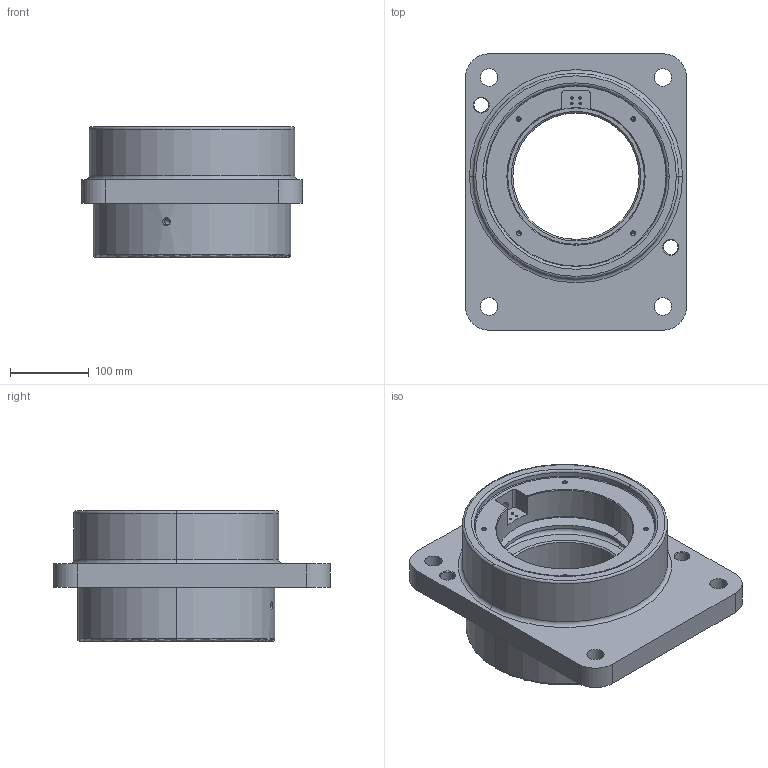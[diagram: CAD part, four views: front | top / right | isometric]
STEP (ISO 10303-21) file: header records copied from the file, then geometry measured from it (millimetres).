
FILE_DESCRIPTION (( 'STEP AP214' ), '1' );
FILE_NAME ('395CC4S02_曲軸合銅座.STEP', '2023-11-02T08:52:22', ( '' ), ( '' ), 'SwSTEP 2.0', 'SolidWorks 2020', '' );
FILE_SCHEMA (( 'AUTOMOTIVE_DESIGN' ));
Length unit declared in the file: millimetre
Products named in the file (1): 395CC4S02_曲軸合銅座
Bounding box: 280 x 350 x 165 mm (x, y, z)
Volume: 5639739.7 mm3; surface area: 428718 mm2
Topology: 1 solids, 1 shells, 209 faces, 496 edges, 285 vertices
Faces by surface type: cylinder 86, cone 51, torus 43, plane 22, sphere 7
Entity records: 6616 total; most frequent: CARTESIAN_POINT 1493, DIRECTION 1106, ORIENTED_EDGE 956, EDGE_CURVE 478, AXIS2_PLACEMENT_3D 470, VERTEX_POINT 285, CIRCLE 260, EDGE_LOOP 243
